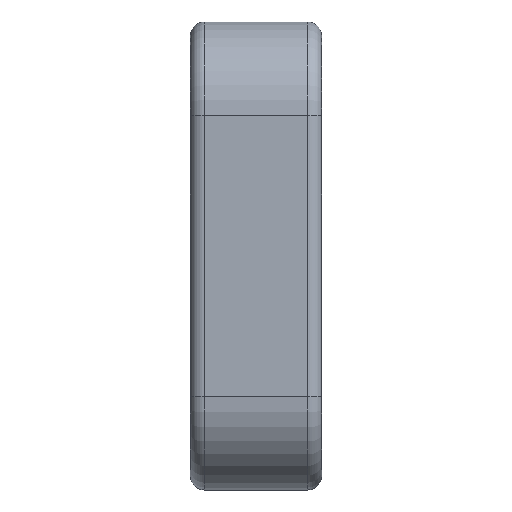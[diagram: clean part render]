
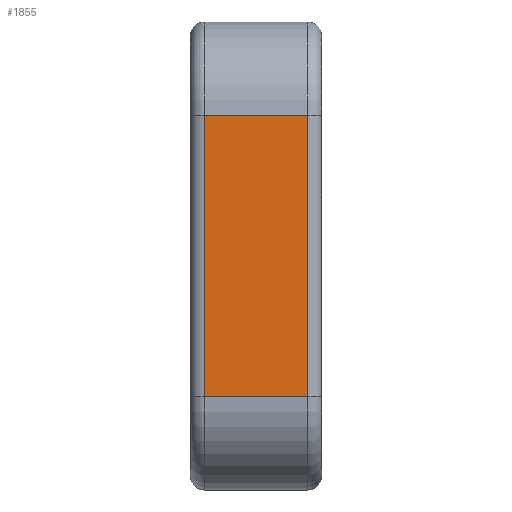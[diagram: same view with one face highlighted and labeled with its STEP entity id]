
A CAD part, front view. The second image highlights one B-rep face of the part: STEP entity #1855.
In plain terms, the highlighted planar face has unit normal (0, -1, 0).
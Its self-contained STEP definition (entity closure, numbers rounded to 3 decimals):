
#453=LINE('',#10470,#777);
#454=LINE('',#10474,#778);
#455=LINE('',#10476,#779);
#456=LINE('',#10478,#780);
#777=VECTOR('',#8556,1.);
#778=VECTOR('',#8561,1.);
#779=VECTOR('',#8562,1.);
#780=VECTOR('',#8563,1.);
#1855=ADVANCED_FACE('',(#2425),#2315,.T.);
#2315=PLANE('',#7893);
#2425=FACE_OUTER_BOUND('',#2878,.T.);
#2878=EDGE_LOOP('',(#3524,#3525,#3526,#3527));
#3524=ORIENTED_EDGE('',*,*,#6597,.F.);
#3525=ORIENTED_EDGE('',*,*,#6599,.T.);
#3526=ORIENTED_EDGE('',*,*,#6600,.T.);
#3527=ORIENTED_EDGE('',*,*,#6601,.F.);
#5860=VERTEX_POINT('',#10469);
#5861=VERTEX_POINT('',#10471);
#5862=VERTEX_POINT('',#10475);
#5863=VERTEX_POINT('',#10477);
#6597=EDGE_CURVE('',#5860,#5861,#453,.T.);
#6599=EDGE_CURVE('',#5860,#5862,#454,.T.);
#6600=EDGE_CURVE('',#5862,#5863,#455,.T.);
#6601=EDGE_CURVE('',#5861,#5863,#456,.T.);
#7893=AXIS2_PLACEMENT_3D('',#10479,#8564,#8565);
#8556=DIRECTION('',(-1.,0.,0.));
#8561=DIRECTION('',(0.,0.,1.));
#8562=DIRECTION('',(-1.,0.,0.));
#8563=DIRECTION('',(0.,0.,1.));
#8564=DIRECTION('',(0.,-1.,0.));
#8565=DIRECTION('',(0.,0.,-1.));
#10469=CARTESIAN_POINT('',(11.,-77.2,15.7));
#10470=CARTESIAN_POINT('',(14.,-77.2,15.7));
#10471=CARTESIAN_POINT('',(-11.,-77.2,15.7));
#10474=CARTESIAN_POINT('',(11.,-77.2,75.7));
#10475=CARTESIAN_POINT('',(11.,-77.2,75.7));
#10476=CARTESIAN_POINT('',(14.,-77.2,75.7));
#10477=CARTESIAN_POINT('',(-11.,-77.2,75.7));
#10478=CARTESIAN_POINT('',(-11.,-77.2,75.7));
#10479=CARTESIAN_POINT('',(14.,-77.2,15.7));
